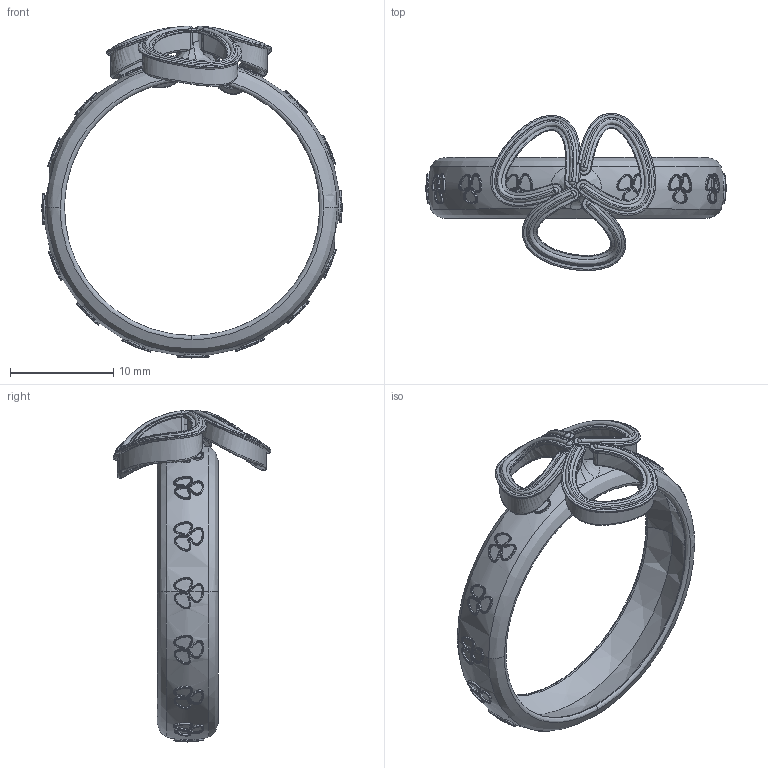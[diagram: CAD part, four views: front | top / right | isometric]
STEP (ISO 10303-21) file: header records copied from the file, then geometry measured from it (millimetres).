
FILE_DESCRIPTION(('FreeCAD Model'),'2;1');
FILE_NAME('Open CASCADE Shape Model','2025-05-04T12:43:26',('FreeCAD'),( 'FreeCAD'),'Open CASCADE STEP processor 7.6','FreeCAD','Unknown');
FILE_SCHEMA(('AUTOMOTIVE_DESIGN { 1 0 10303 214 1 1 1 1 }'));
Products named in the file (1): Open CASCADE STEP translator 7.6 1
Bounding box: 29.05 x 15.23 x 32.14 mm (x, y, z)
Volume: 725.2 mm3; surface area: 1889.6 mm2
Topology: 7 solids, 7 shells, 614 faces, 1465 edges, 892 vertices
Faces by surface type: bspline 614
Entity records: 80478 total; most frequent: CARTESIAN_POINT 71772, ORIENTED_EDGE 2930, EDGE_CURVE 1465, B_SPLINE_CURVE_WITH_KNOTS 1201, VERTEX_POINT 892, FACE_BOUND 655, EDGE_LOOP 655, ADVANCED_FACE 614
